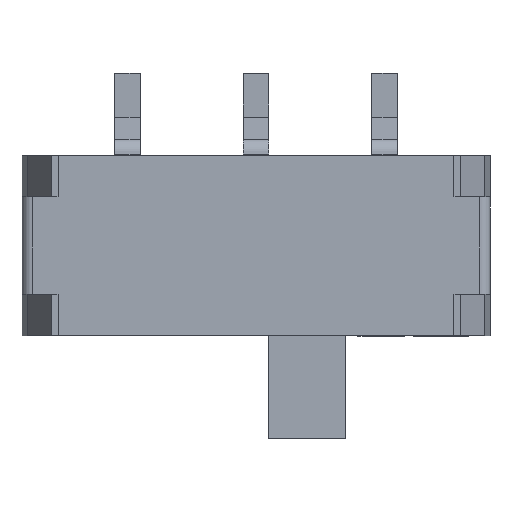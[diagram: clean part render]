
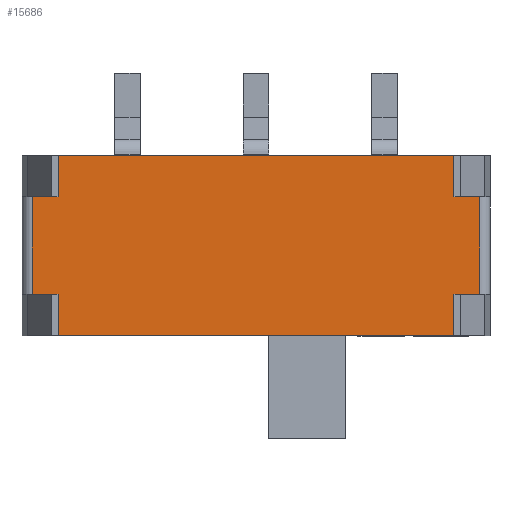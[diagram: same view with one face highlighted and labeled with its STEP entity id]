
A CAD part, top view. The second image highlights one B-rep face of the part: STEP entity #15686.
In plain terms, the highlighted planar face has unit normal (0, 0, 1).
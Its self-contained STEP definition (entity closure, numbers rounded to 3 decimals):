
#94 = CARTESIAN_POINT ( 'NONE',  ( -3.85, 2.425, 0. ) ) ;
#137 = EDGE_CURVE ( 'NONE', #12619, #4756, #7106, .T. ) ;
#442 = CARTESIAN_POINT ( 'NONE',  ( 3.85, -0.275, 0. ) ) ;
#574 = VECTOR ( 'NONE', #905, 1000. ) ;
#677 = VERTEX_POINT ( 'NONE', #94 ) ;
#905 = DIRECTION ( 'NONE',  ( 0., -1., 0. ) ) ;
#1049 = CARTESIAN_POINT ( 'NONE',  ( -3.85, -0.275, 0. ) ) ;
#1082 = VECTOR ( 'NONE', #14670, 1000. ) ;
#1711 = ORIENTED_EDGE ( 'NONE', *, *, #13305, .F. ) ;
#1984 = CARTESIAN_POINT ( 'NONE',  ( 0., 0.675, 0. ) ) ;
#2130 = DIRECTION ( 'NONE',  ( 0., -1., 0. ) ) ;
#2343 = VERTEX_POINT ( 'NONE', #13170 ) ;
#2350 = EDGE_CURVE ( 'NONE', #2343, #11208, #17677, .T. ) ;
#2509 = EDGE_CURVE ( 'NONE', #3214, #5155, #13994, .T. ) ;
#2630 = CARTESIAN_POINT ( 'NONE',  ( -3.85, 1.625, 0. ) ) ;
#3188 = VECTOR ( 'NONE', #5723, 1000. ) ;
#3214 = VERTEX_POINT ( 'NONE', #13815 ) ;
#3328 = ORIENTED_EDGE ( 'NONE', *, *, #10846, .T. ) ;
#3509 = EDGE_CURVE ( 'NONE', #15123, #16777, #17116, .T. ) ;
#3528 = EDGE_CURVE ( 'NONE', #10536, #12921, #16937, .T. ) ;
#4200 = VECTOR ( 'NONE', #6306, 1000. ) ;
#4254 = VECTOR ( 'NONE', #11381, 1000. ) ;
#4256 = ORIENTED_EDGE ( 'NONE', *, *, #3509, .F. ) ;
#4412 = VECTOR ( 'NONE', #17992, 1000. ) ;
#4494 = EDGE_CURVE ( 'NONE', #15123, #677, #10900, .T. ) ;
#4546 = ORIENTED_EDGE ( 'NONE', *, *, #2350, .T. ) ;
#4639 = LINE ( 'NONE', #17411, #1082 ) ;
#4683 = ORIENTED_EDGE ( 'NONE', *, *, #3528, .F. ) ;
#4756 = VERTEX_POINT ( 'NONE', #16809 ) ;
#5155 = VERTEX_POINT ( 'NONE', #6480 ) ;
#5289 = ORIENTED_EDGE ( 'NONE', *, *, #10226, .T. ) ;
#5673 = EDGE_CURVE ( 'NONE', #2343, #3214, #13642, .T. ) ;
#5723 = DIRECTION ( 'NONE',  ( 0., -1., 0. ) ) ;
#6306 = DIRECTION ( 'NONE',  ( -1., 0., 0. ) ) ;
#6446 = AXIS2_PLACEMENT_3D ( 'NONE', #1984, #13473, #17700 ) ;
#6480 = CARTESIAN_POINT ( 'NONE',  ( -4.35, 1.625, 0. ) ) ;
#6680 = DIRECTION ( 'NONE',  ( -1., 0., 0. ) ) ;
#7106 = LINE ( 'NONE', #12526, #3188 ) ;
#7361 = CARTESIAN_POINT ( 'NONE',  ( -3.85, 1.625, 0. ) ) ;
#7553 = DIRECTION ( 'NONE',  ( 1., 0., 0. ) ) ;
#7603 = VECTOR ( 'NONE', #15744, 1000. ) ;
#8159 = LINE ( 'NONE', #15084, #9529 ) ;
#8457 = ORIENTED_EDGE ( 'NONE', *, *, #137, .F. ) ;
#9140 = CARTESIAN_POINT ( 'NONE',  ( -3.85, 1.625, 0. ) ) ;
#9156 = PLANE ( 'NONE',  #6446 ) ;
#9529 = VECTOR ( 'NONE', #7553, 1000. ) ;
#9731 = DIRECTION ( 'NONE',  ( -1., 0., 0. ) ) ;
#9738 = VERTEX_POINT ( 'NONE', #7361 ) ;
#10133 = DIRECTION ( 'NONE',  ( 0., -1., 0. ) ) ;
#10226 = EDGE_CURVE ( 'NONE', #9738, #5155, #13002, .T. ) ;
#10536 = VERTEX_POINT ( 'NONE', #14864 ) ;
#10846 = EDGE_CURVE ( 'NONE', #11208, #4756, #8159, .T. ) ;
#10893 = CARTESIAN_POINT ( 'NONE',  ( 3.85, -0.275, 0. ) ) ;
#10900 = LINE ( 'NONE', #16562, #18100 ) ;
#11208 = VERTEX_POINT ( 'NONE', #12920 ) ;
#11381 = DIRECTION ( 'NONE',  ( 0., -1., 0. ) ) ;
#11400 = EDGE_LOOP ( 'NONE', ( #1711, #4256, #13351, #18121, #5289, #14460, #17603, #4546, #3328, #8457, #14951, #4683 ) ) ;
#11472 = CARTESIAN_POINT ( 'NONE',  ( 4.35, 0.675, 0. ) ) ;
#11499 = VECTOR ( 'NONE', #6680, 1000. ) ;
#11983 = FACE_OUTER_BOUND ( 'NONE', #11400, .T. ) ;
#12015 = VECTOR ( 'NONE', #2130, 1000. ) ;
#12526 = CARTESIAN_POINT ( 'NONE',  ( 3.85, -0.275, 0. ) ) ;
#12619 = VERTEX_POINT ( 'NONE', #442 ) ;
#12920 = CARTESIAN_POINT ( 'NONE',  ( -3.85, -1.075, 0. ) ) ;
#12921 = VERTEX_POINT ( 'NONE', #18001 ) ;
#13002 = LINE ( 'NONE', #9140, #4200 ) ;
#13170 = CARTESIAN_POINT ( 'NONE',  ( -3.85, -0.275, 0. ) ) ;
#13305 = EDGE_CURVE ( 'NONE', #16777, #10536, #4639, .T. ) ;
#13351 = ORIENTED_EDGE ( 'NONE', *, *, #4494, .T. ) ;
#13473 = DIRECTION ( 'NONE',  ( 0., 0., 1. ) ) ;
#13500 = LINE ( 'NONE', #10893, #4412 ) ;
#13642 = LINE ( 'NONE', #1049, #11499 ) ;
#13815 = CARTESIAN_POINT ( 'NONE',  ( -4.35, -0.275, 0. ) ) ;
#13994 = LINE ( 'NONE', #17034, #7603 ) ;
#14349 = CARTESIAN_POINT ( 'NONE',  ( 3.85, 1.625, 0. ) ) ;
#14460 = ORIENTED_EDGE ( 'NONE', *, *, #2509, .F. ) ;
#14666 = CARTESIAN_POINT ( 'NONE',  ( -3.85, -0.275, 0. ) ) ;
#14670 = DIRECTION ( 'NONE',  ( 1., 0., 0. ) ) ;
#14864 = CARTESIAN_POINT ( 'NONE',  ( 4.35, 1.625, 0. ) ) ;
#14951 = ORIENTED_EDGE ( 'NONE', *, *, #16978, .T. ) ;
#15084 = CARTESIAN_POINT ( 'NONE',  ( -4.55, -1.075, 0. ) ) ;
#15123 = VERTEX_POINT ( 'NONE', #16304 ) ;
#15686 = ADVANCED_FACE ( 'NONE', ( #11983 ), #9156, .T. ) ;
#15744 = DIRECTION ( 'NONE',  ( 0., 1., 0. ) ) ;
#16304 = CARTESIAN_POINT ( 'NONE',  ( 3.85, 2.425, 0. ) ) ;
#16308 = VECTOR ( 'NONE', #10133, 1000. ) ;
#16562 = CARTESIAN_POINT ( 'NONE',  ( -4.55, 2.425, 0. ) ) ;
#16757 = CARTESIAN_POINT ( 'NONE',  ( 3.85, 1.625, 0. ) ) ;
#16777 = VERTEX_POINT ( 'NONE', #16757 ) ;
#16809 = CARTESIAN_POINT ( 'NONE',  ( 3.85, -1.075, 0. ) ) ;
#16937 = LINE ( 'NONE', #11472, #16308 ) ;
#16973 = EDGE_CURVE ( 'NONE', #677, #9738, #17901, .T. ) ;
#16978 = EDGE_CURVE ( 'NONE', #12619, #12921, #13500, .T. ) ;
#17034 = CARTESIAN_POINT ( 'NONE',  ( -4.35, 0.675, 0. ) ) ;
#17116 = LINE ( 'NONE', #14349, #4254 ) ;
#17411 = CARTESIAN_POINT ( 'NONE',  ( 3.85, 1.625, 0. ) ) ;
#17603 = ORIENTED_EDGE ( 'NONE', *, *, #5673, .F. ) ;
#17677 = LINE ( 'NONE', #14666, #12015 ) ;
#17700 = DIRECTION ( 'NONE',  ( 1., 0., 0. ) ) ;
#17901 = LINE ( 'NONE', #2630, #574 ) ;
#17992 = DIRECTION ( 'NONE',  ( 1., 0., 0. ) ) ;
#18001 = CARTESIAN_POINT ( 'NONE',  ( 4.35, -0.275, 0. ) ) ;
#18100 = VECTOR ( 'NONE', #9731, 1000. ) ;
#18121 = ORIENTED_EDGE ( 'NONE', *, *, #16973, .T. ) ;
